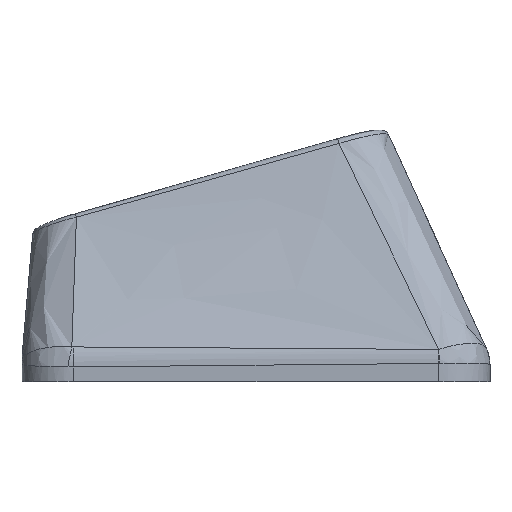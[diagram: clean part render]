
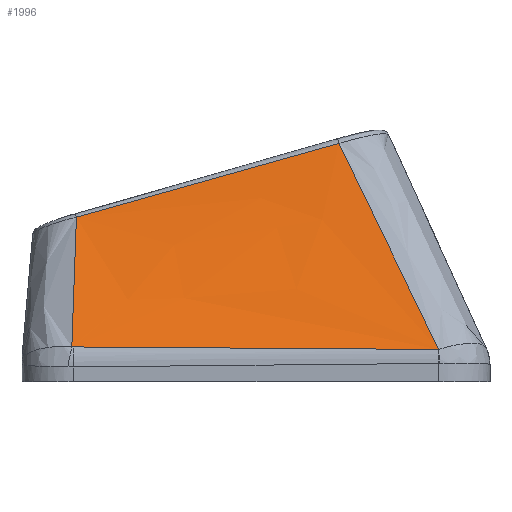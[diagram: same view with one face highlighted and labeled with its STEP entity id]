
A CAD part, left-side view. The second image highlights one B-rep face of the part: STEP entity #1996.
In plain terms, the highlighted free-form (B-spline) face has degree [3, 3] with [4, 4] control points.
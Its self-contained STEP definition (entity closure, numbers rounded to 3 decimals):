
#52=B_SPLINE_SURFACE_WITH_KNOTS('',3,3,((#4980,#4981,#4982,#4983),(#4984,
#4985,#4986,#4987),(#4988,#4989,#4990,#4991),(#4992,#4993,#4994,#4995)),
 .UNSPECIFIED.,.F.,.F.,.F.,(4,4),(4,4),(0.104,0.893),
(0.024,0.97),.UNSPECIFIED.);
#359=FACE_OUTER_BOUND('',#464,.T.);
#464=EDGE_LOOP('',(#1762,#1763,#1764,#1765,#1766,#1767));
#665=B_SPLINE_CURVE_WITH_KNOTS('',3,(#4502,#4503,#4504,#4505),
 .UNSPECIFIED.,.F.,.F.,(4,4),(0.,0.001),.UNSPECIFIED.);
#667=B_SPLINE_CURVE_WITH_KNOTS('',3,(#4529,#4530,#4531,#4532),
 .UNSPECIFIED.,.F.,.F.,(4,4),(0.,1.416),.UNSPECIFIED.);
#669=B_SPLINE_CURVE_WITH_KNOTS('',3,(#4556,#4557,#4558,#4559),
 .UNSPECIFIED.,.F.,.F.,(4,4),(0.,0.006),
 .UNSPECIFIED.);
#691=B_SPLINE_CURVE_WITH_KNOTS('',3,(#4971,#4972,#4973,#4974),
 .UNSPECIFIED.,.F.,.F.,(4,4),(-0.609,-0.019),
 .UNSPECIFIED.);
#693=B_SPLINE_CURVE_WITH_KNOTS('',3,(#4997,#4998,#4999,#5000),
 .UNSPECIFIED.,.F.,.F.,(4,4),(0.023,0.964),
 .UNSPECIFIED.);
#694=B_SPLINE_CURVE_WITH_KNOTS('',3,(#5001,#5002,#5003,#5004),
 .UNSPECIFIED.,.F.,.F.,(4,4),(-1.058,0.),.UNSPECIFIED.);
#891=VERTEX_POINT('',#4461);
#895=VERTEX_POINT('',#4495);
#897=VERTEX_POINT('',#4522);
#899=VERTEX_POINT('',#4549);
#926=VERTEX_POINT('',#4970);
#927=VERTEX_POINT('',#4996);
#1179=EDGE_CURVE('',#891,#895,#665,.T.);
#1182=EDGE_CURVE('',#895,#897,#667,.T.);
#1185=EDGE_CURVE('',#897,#899,#669,.T.);
#1226=EDGE_CURVE('',#899,#926,#691,.T.);
#1228=EDGE_CURVE('',#927,#891,#693,.T.);
#1229=EDGE_CURVE('',#926,#927,#694,.T.);
#1762=ORIENTED_EDGE('',*,*,#1185,.F.);
#1763=ORIENTED_EDGE('',*,*,#1182,.F.);
#1764=ORIENTED_EDGE('',*,*,#1179,.F.);
#1765=ORIENTED_EDGE('',*,*,#1228,.F.);
#1766=ORIENTED_EDGE('',*,*,#1229,.F.);
#1767=ORIENTED_EDGE('',*,*,#1226,.F.);
#1996=ADVANCED_FACE('',(#359),#52,.T.);
#4461=CARTESIAN_POINT('',(-13.741,-7.087,0.261));
#4495=CARTESIAN_POINT('',(-13.742,-7.077,0.261));
#4502=CARTESIAN_POINT('Ctrl Pts',(-13.741,-7.087,0.261));
#4503=CARTESIAN_POINT('Ctrl Pts',(-13.742,-7.084,0.261));
#4504=CARTESIAN_POINT('Ctrl Pts',(-13.742,-7.08,0.261));
#4505=CARTESIAN_POINT('Ctrl Pts',(-13.742,-7.077,0.261));
#4522=CARTESIAN_POINT('',(-13.626,7.092,0.358));
#4529=CARTESIAN_POINT('Ctrl Pts',(-13.742,-7.077,0.261));
#4530=CARTESIAN_POINT('Ctrl Pts',(-13.72,-2.355,0.286));
#4531=CARTESIAN_POINT('Ctrl Pts',(-13.692,2.367,0.317));
#4532=CARTESIAN_POINT('Ctrl Pts',(-13.626,7.092,0.358));
#4549=CARTESIAN_POINT('',(-13.622,7.147,0.364));
#4556=CARTESIAN_POINT('Ctrl Pts',(-13.626,7.092,0.358));
#4557=CARTESIAN_POINT('Ctrl Pts',(-13.626,7.11,0.358));
#4558=CARTESIAN_POINT('Ctrl Pts',(-13.625,7.129,0.36));
#4559=CARTESIAN_POINT('Ctrl Pts',(-13.622,7.147,0.364));
#4970=CARTESIAN_POINT('',(-10.608,6.969,5.393));
#4971=CARTESIAN_POINT('Ctrl Pts',(-13.622,7.147,0.364));
#4972=CARTESIAN_POINT('Ctrl Pts',(-12.609,7.07,2.036));
#4973=CARTESIAN_POINT('Ctrl Pts',(-11.604,7.007,3.713));
#4974=CARTESIAN_POINT('Ctrl Pts',(-10.608,6.969,5.393));
#4980=CARTESIAN_POINT('Ctrl Pts',(-10.589,-3.643,8.371));
#4981=CARTESIAN_POINT('Ctrl Pts',(-11.64,-4.791,5.667));
#4982=CARTESIAN_POINT('Ctrl Pts',(-12.691,-5.939,2.964));
#4983=CARTESIAN_POINT('Ctrl Pts',(-13.742,-7.087,0.261));
#4984=CARTESIAN_POINT('Ctrl Pts',(-10.589,-0.034,
7.368));
#4985=CARTESIAN_POINT('Ctrl Pts',(-11.64,-0.804,4.989));
#4986=CARTESIAN_POINT('Ctrl Pts',(-12.691,-1.573,2.609));
#4987=CARTESIAN_POINT('Ctrl Pts',(-13.742,-2.343,0.23));
#4988=CARTESIAN_POINT('Ctrl Pts',(-10.589,3.575,6.366));
#4989=CARTESIAN_POINT('Ctrl Pts',(-11.64,3.184,4.31));
#4990=CARTESIAN_POINT('Ctrl Pts',(-12.691,2.793,2.254));
#4991=CARTESIAN_POINT('Ctrl Pts',(-13.742,2.401,0.198));
#4992=CARTESIAN_POINT('Ctrl Pts',(-10.589,7.185,5.364));
#4993=CARTESIAN_POINT('Ctrl Pts',(-11.64,7.172,3.632));
#4994=CARTESIAN_POINT('Ctrl Pts',(-12.691,7.158,1.9));
#4995=CARTESIAN_POINT('Ctrl Pts',(-13.742,7.145,0.167));
#4996=CARTESIAN_POINT('',(-10.589,-3.219,8.253));
#4997=CARTESIAN_POINT('Ctrl Pts',(-10.589,-3.219,8.253));
#4998=CARTESIAN_POINT('Ctrl Pts',(-11.656,-4.52,5.598));
#4999=CARTESIAN_POINT('Ctrl Pts',(-12.703,-5.807,2.932));
#5000=CARTESIAN_POINT('Ctrl Pts',(-13.741,-7.087,0.261));
#5001=CARTESIAN_POINT('Ctrl Pts',(-10.608,6.969,5.393));
#5002=CARTESIAN_POINT('Ctrl Pts',(-10.602,3.571,6.338));
#5003=CARTESIAN_POINT('Ctrl Pts',(-10.595,0.176,7.293));
#5004=CARTESIAN_POINT('Ctrl Pts',(-10.589,-3.219,8.253));
